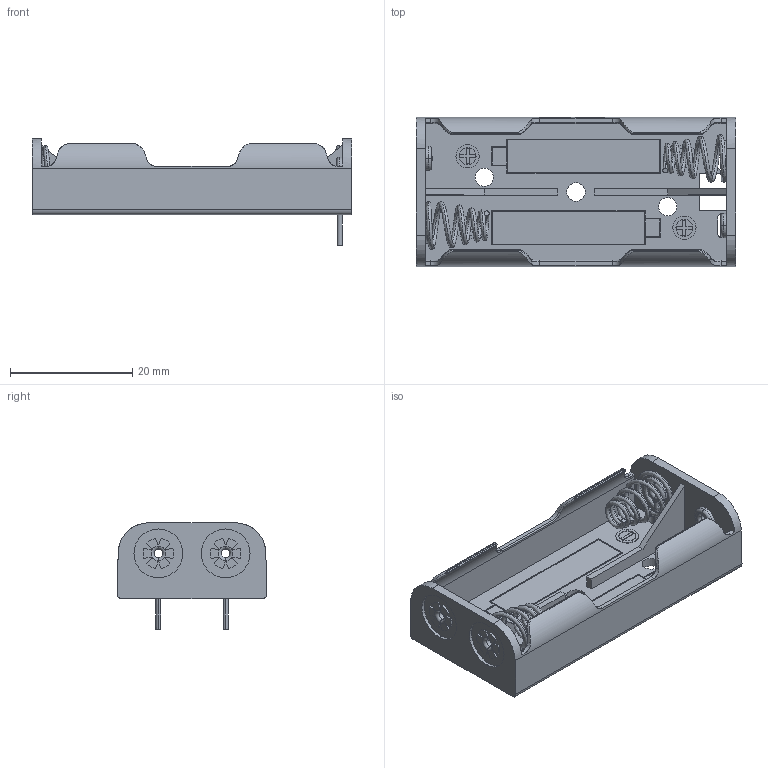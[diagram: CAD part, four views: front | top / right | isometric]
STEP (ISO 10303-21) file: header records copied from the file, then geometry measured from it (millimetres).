
FILE_DESCRIPTION (( 'STEP AP214' ), '1' );
FILE_NAME ('錨璃4.STEP', '2023-09-15T06:28:06', ( '' ), ( '' ), 'SwSTEP 2.0', 'SolidWorks 2020', '' );
FILE_SCHEMA (( 'AUTOMOTIVE_DESIGN' ));
Length unit declared in the file: millimetre
Products named in the file (1): 錨璃4
Bounding box: 52.3 x 24.5 x 17.4 mm (x, y, z)
Volume: 3554.9 mm3; surface area: 6848.7 mm2
Topology: 7 solids, 7 shells, 712 faces, 1777 edges, 1118 vertices
Faces by surface type: plane 376, cylinder 150, bspline 146, torus 40
Entity records: 34357 total; most frequent: CARTESIAN_POINT 10322, ORIENTED_EDGE 3554, DIRECTION 2959, EDGE_CURVE 1777, VERTEX_POINT 1118, LINE 1033, VECTOR 1033, AXIS2_PLACEMENT_3D 963
